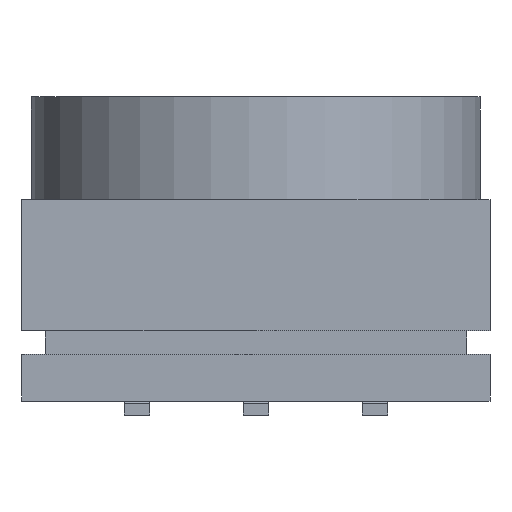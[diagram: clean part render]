
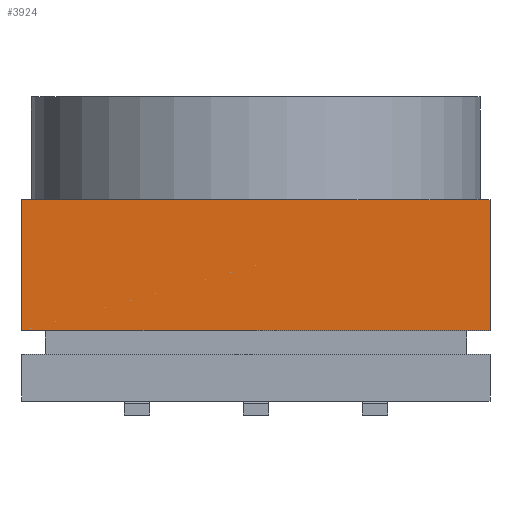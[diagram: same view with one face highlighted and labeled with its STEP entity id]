
A CAD part, left-side view. The second image highlights one B-rep face of the part: STEP entity #3924.
In plain terms, the highlighted planar face has unit normal (-1, 0, 0).
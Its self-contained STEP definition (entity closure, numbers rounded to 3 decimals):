
#350=ORIENTED_EDGE('',*,*,#1172,.F.);
#351=ORIENTED_EDGE('',*,*,#1173,.T.);
#352=ORIENTED_EDGE('',*,*,#1174,.T.);
#353=ORIENTED_EDGE('',*,*,#1175,.F.);
#1172=EDGE_CURVE('',#1583,#1584,#1790,.T.);
#1173=EDGE_CURVE('',#1583,#1585,#1791,.T.);
#1174=EDGE_CURVE('',#1585,#1586,#1792,.T.);
#1175=EDGE_CURVE('',#1584,#1586,#1793,.T.);
#1583=VERTEX_POINT('',#5393);
#1584=VERTEX_POINT('',#5394);
#1585=VERTEX_POINT('',#5396);
#1586=VERTEX_POINT('',#5398);
#1790=LINE('',#5392,#2019);
#1791=LINE('',#5395,#2020);
#1792=LINE('',#5397,#2021);
#1793=LINE('',#5399,#2022);
#2019=VECTOR('',#4312,1000.);
#2020=VECTOR('',#4313,1000.);
#2021=VECTOR('',#4314,1000.);
#2022=VECTOR('',#4315,1000.);
#2236=EDGE_LOOP('',(#350,#351,#352,#353));
#2437=FACE_BOUND('',#2236,.T.);
#2621=PLANE('',#4100);
#3924=ADVANCED_FACE('',(#2437),#2621,.F.);
#4100=AXIS2_PLACEMENT_3D('',#5391,#4310,#4311);
#4310=DIRECTION('',(1.,0.,0.));
#4311=DIRECTION('',(0.,0.,-1.));
#4312=DIRECTION('',(0.,-1.,0.));
#4313=DIRECTION('',(0.,0.,-1.));
#4314=DIRECTION('',(0.,-1.,0.));
#4315=DIRECTION('',(0.,0.,-1.));
#5391=CARTESIAN_POINT('',(-5.,5.,5.));
#5392=CARTESIAN_POINT('',(-5.,5.,2.8));
#5393=CARTESIAN_POINT('',(-5.,5.,2.8));
#5394=CARTESIAN_POINT('',(-5.,-5.,2.8));
#5395=CARTESIAN_POINT('',(-5.,5.,5.));
#5396=CARTESIAN_POINT('',(-5.,5.,0.));
#5397=CARTESIAN_POINT('',(-5.,5.,0.));
#5398=CARTESIAN_POINT('',(-5.,-5.,0.));
#5399=CARTESIAN_POINT('',(-5.,-5.,5.));
